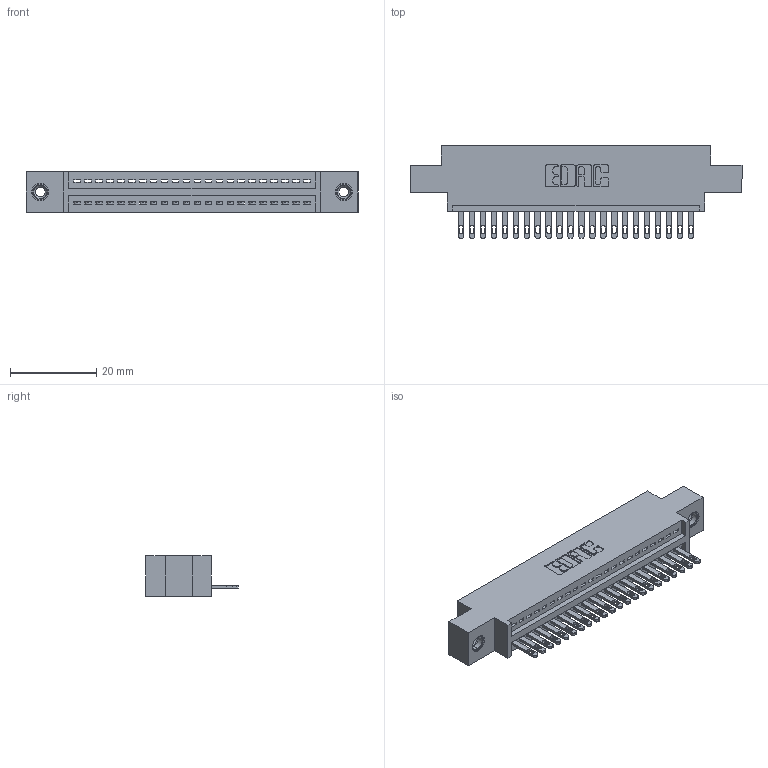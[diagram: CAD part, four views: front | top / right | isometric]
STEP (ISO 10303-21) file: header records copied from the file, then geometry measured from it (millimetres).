
FILE_DESCRIPTION (( 'STEP AP203' ), '1' );
FILE_NAME ('895-022-500-608.STEP', '2020-09-25T09:47:27', ( '' ), ( '' ), 'SwSTEP 2.0', 'SolidWorks 2020', '' );
FILE_SCHEMA (( 'CONFIG_CONTROL_DESIGN' ));
Length unit declared in the file: inch
Products named in the file (4): 895-022-500-608; 345-250-001_345-250-003-102; 345-292-001_345-293-100; 845 Part_0.170 Offset - 0.156 Dia-TI
Assembly tree (25 placements, depth 2):
  895-022-500-608
    845 Part_0.170 Offset - 0.156 Dia-TI
    345-292-001_345-293-100  x22
    345-250-001_345-250-003-102  x2
Bounding box: 77.09 x 21.51 x 9.4 mm (x, y, z)
Volume: 7051.9 mm3; surface area: 9294.6 mm2
Topology: 25 solids, 25 shells, 1378 faces, 4185 edges, 2782 vertices
Faces by surface type: plane 864, cylinder 498, cone 12, torus 4
Entity records: 20498 total; most frequent: CARTESIAN_POINT 3533, ORIENTED_EDGE 3482, DIRECTION 3143, EDGE_CURVE 1741, LINE 1497, VECTOR 1497, VERTEX_POINT 1156, AXIS2_PLACEMENT_3D 823
